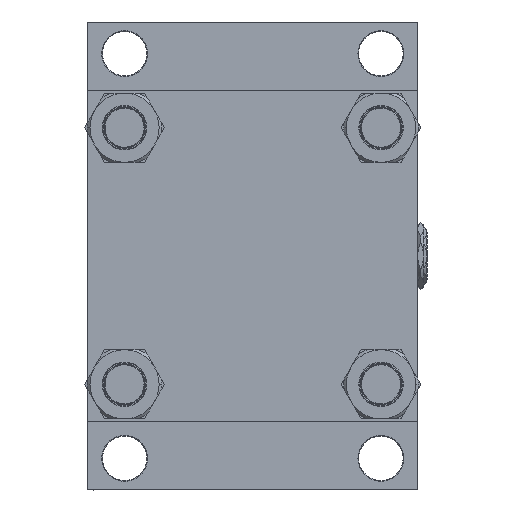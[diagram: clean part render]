
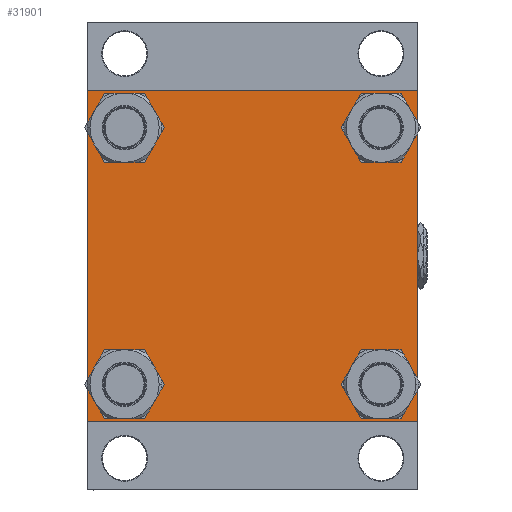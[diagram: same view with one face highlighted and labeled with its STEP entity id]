
A CAD part, left-side view. The second image highlights one B-rep face of the part: STEP entity #31901.
In plain terms, the highlighted planar face has unit normal (-1, 0, 0).
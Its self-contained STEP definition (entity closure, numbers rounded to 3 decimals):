
#369 = ORIENTED_EDGE ( 'NONE', *, *, #4138, .T. ) ;
#597 = DIRECTION ( 'NONE',  ( 0., 0., 1. ) ) ;
#1067 = PLANE ( 'NONE',  #21821 ) ;
#1533 = CARTESIAN_POINT ( 'NONE',  ( 0., 122.5, -122.5 ) ) ;
#3581 = DIRECTION ( 'NONE',  ( 1., 0., 0. ) ) ;
#3811 = ORIENTED_EDGE ( 'NONE', *, *, #37398, .T. ) ;
#3921 = EDGE_CURVE ( 'NONE', #9750, #20123, #35959, .T. ) ;
#4138 = EDGE_CURVE ( 'NONE', #9539, #41398, #41624, .T. ) ;
#4253 = EDGE_CURVE ( 'NONE', #40216, #40952, #35810, .T. ) ;
#4536 = LINE ( 'NONE', #19891, #9973 ) ;
#4666 = EDGE_LOOP ( 'NONE', ( #10845, #32060 ) ) ;
#4931 = CARTESIAN_POINT ( 'NONE',  ( 0., -95.1, -95.1 ) ) ;
#5085 = AXIS2_PLACEMENT_3D ( 'NONE', #21384, #7048, #10058 ) ;
#5295 = CARTESIAN_POINT ( 'NONE',  ( 0., -122.25, -122.25 ) ) ;
#5534 = DIRECTION ( 'NONE',  ( 0., -0.707, 0.707 ) ) ;
#6431 = EDGE_CURVE ( 'NONE', #35138, #31220, #43249, .T. ) ;
#7048 = DIRECTION ( 'NONE',  ( 1., 0., 0. ) ) ;
#7265 = EDGE_LOOP ( 'NONE', ( #49175, #17176 ) ) ;
#7328 = CARTESIAN_POINT ( 'NONE',  ( 0., 95.1, -79.6 ) ) ;
#7658 = CARTESIAN_POINT ( 'NONE',  ( 0., -95.1, -95.1 ) ) ;
#8114 = EDGE_CURVE ( 'NONE', #26717, #11027, #15985, .T. ) ;
#8388 = DIRECTION ( 'NONE',  ( 0., 0., 1. ) ) ;
#8551 = ORIENTED_EDGE ( 'NONE', *, *, #8114, .T. ) ;
#8815 = EDGE_CURVE ( 'NONE', #15266, #36938, #9155, .T. ) ;
#9025 = CARTESIAN_POINT ( 'NONE',  ( 0., -95.1, 110.6 ) ) ;
#9155 = CIRCLE ( 'NONE', #44570, 15.5 ) ;
#9539 = VERTEX_POINT ( 'NONE', #42721 ) ;
#9750 = VERTEX_POINT ( 'NONE', #16673 ) ;
#9973 = VECTOR ( 'NONE', #35780, 1000. ) ;
#10058 = DIRECTION ( 'NONE',  ( 0., 0., 1. ) ) ;
#10782 = AXIS2_PLACEMENT_3D ( 'NONE', #42393, #3581, #26751 ) ;
#10845 = ORIENTED_EDGE ( 'NONE', *, *, #30163, .T. ) ;
#11027 = VERTEX_POINT ( 'NONE', #7328 ) ;
#11712 = EDGE_CURVE ( 'NONE', #9539, #21671, #26755, .T. ) ;
#11921 = FACE_BOUND ( 'NONE', #16311, .T. ) ;
#12719 = EDGE_CURVE ( 'NONE', #45122, #21671, #15928, .T. ) ;
#13115 = VERTEX_POINT ( 'NONE', #9025 ) ;
#13130 = EDGE_CURVE ( 'NONE', #41398, #35138, #4536, .T. ) ;
#13182 = VECTOR ( 'NONE', #26515, 1000. ) ;
#13931 = ORIENTED_EDGE ( 'NONE', *, *, #11712, .F. ) ;
#15176 = DIRECTION ( 'NONE',  ( 1., 0., 0. ) ) ;
#15266 = VERTEX_POINT ( 'NONE', #43883 ) ;
#15335 = AXIS2_PLACEMENT_3D ( 'NONE', #18463, #15176, #42153 ) ;
#15412 = CARTESIAN_POINT ( 'NONE',  ( 0., 122.5, 122.5 ) ) ;
#15928 = LINE ( 'NONE', #39605, #39026 ) ;
#15985 = CIRCLE ( 'NONE', #41738, 15.5 ) ;
#16257 = DIRECTION ( 'NONE',  ( 1., 0., 0. ) ) ;
#16311 = EDGE_LOOP ( 'NONE', ( #37651, #3811 ) ) ;
#16673 = CARTESIAN_POINT ( 'NONE',  ( 0., -95.1, -79.6 ) ) ;
#17176 = ORIENTED_EDGE ( 'NONE', *, *, #17188, .T. ) ;
#17188 = EDGE_CURVE ( 'NONE', #36938, #15266, #24335, .T. ) ;
#17539 = VECTOR ( 'NONE', #48026, 1000. ) ;
#17922 = CARTESIAN_POINT ( 'NONE',  ( 0., 95.1, 79.6 ) ) ;
#18238 = VECTOR ( 'NONE', #21441, 1000. ) ;
#18463 = CARTESIAN_POINT ( 'NONE',  ( 0., -95.1, 95.1 ) ) ;
#18777 = EDGE_LOOP ( 'NONE', ( #42272, #20645, #47289, #45083, #46845, #44250, #13931, #369 ) ) ;
#18803 = CIRCLE ( 'NONE', #10782, 15.5 ) ;
#19229 = FACE_BOUND ( 'NONE', #7265, .T. ) ;
#19244 = DIRECTION ( 'NONE',  ( 0., 0., 1. ) ) ;
#19283 = CARTESIAN_POINT ( 'NONE',  ( 0., 122.5, 122. ) ) ;
#19891 = CARTESIAN_POINT ( 'NONE',  ( 0., 122.5, 122.5 ) ) ;
#20123 = VERTEX_POINT ( 'NONE', #32559 ) ;
#20645 = ORIENTED_EDGE ( 'NONE', *, *, #6431, .T. ) ;
#21384 = CARTESIAN_POINT ( 'NONE',  ( 0., 95.1, -95.1 ) ) ;
#21441 = DIRECTION ( 'NONE',  ( 0., 0.707, -0.707 ) ) ;
#21671 = VERTEX_POINT ( 'NONE', #23836 ) ;
#21821 = AXIS2_PLACEMENT_3D ( 'NONE', #43174, #42920, #8388 ) ;
#22292 = CARTESIAN_POINT ( 'NONE',  ( 0., -95.1, 79.6 ) ) ;
#22765 = CARTESIAN_POINT ( 'NONE',  ( 0., 95.1, 95.1 ) ) ;
#23086 = DIRECTION ( 'NONE',  ( 0., 0., 1. ) ) ;
#23558 = CARTESIAN_POINT ( 'NONE',  ( 0., 95.1, 95.1 ) ) ;
#23836 = CARTESIAN_POINT ( 'NONE',  ( 0., -122., 122.5 ) ) ;
#24335 = CIRCLE ( 'NONE', #30005, 15.5 ) ;
#24836 = VERTEX_POINT ( 'NONE', #22292 ) ;
#25698 = CARTESIAN_POINT ( 'NONE',  ( 0., 95.1, -95.1 ) ) ;
#25710 = ORIENTED_EDGE ( 'NONE', *, *, #39256, .T. ) ;
#26515 = DIRECTION ( 'NONE',  ( 0., -1., 0. ) ) ;
#26559 = DIRECTION ( 'NONE',  ( 1., 0., 0. ) ) ;
#26717 = VERTEX_POINT ( 'NONE', #37211 ) ;
#26751 = DIRECTION ( 'NONE',  ( 0., 0., 1. ) ) ;
#26755 = LINE ( 'NONE', #15412, #13182 ) ;
#26862 = DIRECTION ( 'NONE',  ( 1., 0., 0. ) ) ;
#27643 = CARTESIAN_POINT ( 'NONE',  ( 0., -122., -122.5 ) ) ;
#27991 = CARTESIAN_POINT ( 'NONE',  ( 0., 122.5, -122. ) ) ;
#29169 = VECTOR ( 'NONE', #31358, 1000. ) ;
#29226 = DIRECTION ( 'NONE',  ( 0., 0., 1. ) ) ;
#29979 = DIRECTION ( 'NONE',  ( 1., 0., 0. ) ) ;
#30005 = AXIS2_PLACEMENT_3D ( 'NONE', #23558, #16257, #32123 ) ;
#30024 = CARTESIAN_POINT ( 'NONE',  ( 0., 122.25, 122.25 ) ) ;
#30163 = EDGE_CURVE ( 'NONE', #13115, #24836, #48378, .T. ) ;
#30339 = VECTOR ( 'NONE', #5534, 1000. ) ;
#30352 = EDGE_CURVE ( 'NONE', #31220, #40216, #36078, .T. ) ;
#30606 = CARTESIAN_POINT ( 'NONE',  ( 0., -122.5, 122.5 ) ) ;
#30777 = AXIS2_PLACEMENT_3D ( 'NONE', #4931, #26862, #23086 ) ;
#31220 = VERTEX_POINT ( 'NONE', #38830 ) ;
#31358 = DIRECTION ( 'NONE',  ( 0., 0., -1. ) ) ;
#31901 = ADVANCED_FACE ( 'NONE', ( #46718, #11921, #46960, #19229, #39158 ), #1067, .T. ) ;
#31918 = AXIS2_PLACEMENT_3D ( 'NONE', #7658, #26559, #597 ) ;
#32060 = ORIENTED_EDGE ( 'NONE', *, *, #47904, .T. ) ;
#32123 = DIRECTION ( 'NONE',  ( 0., 0., 1. ) ) ;
#32282 = DIRECTION ( 'NONE',  ( 0., 0.707, 0.707 ) ) ;
#32559 = CARTESIAN_POINT ( 'NONE',  ( 0., -95.1, -110.6 ) ) ;
#32631 = CARTESIAN_POINT ( 'NONE',  ( 0., 122.25, -122.25 ) ) ;
#33964 = EDGE_CURVE ( 'NONE', #45122, #40952, #41946, .T. ) ;
#35138 = VERTEX_POINT ( 'NONE', #27991 ) ;
#35780 = DIRECTION ( 'NONE',  ( 0., 0., -1. ) ) ;
#35810 = LINE ( 'NONE', #5295, #30339 ) ;
#35959 = CIRCLE ( 'NONE', #31918, 15.5 ) ;
#36078 = LINE ( 'NONE', #1533, #41101 ) ;
#36482 = CIRCLE ( 'NONE', #5085, 15.5 ) ;
#36938 = VERTEX_POINT ( 'NONE', #17922 ) ;
#37211 = CARTESIAN_POINT ( 'NONE',  ( 0., 95.1, -110.6 ) ) ;
#37398 = EDGE_CURVE ( 'NONE', #20123, #9750, #42032, .T. ) ;
#37651 = ORIENTED_EDGE ( 'NONE', *, *, #3921, .T. ) ;
#38174 = DIRECTION ( 'NONE',  ( 1., 0., 0. ) ) ;
#38830 = CARTESIAN_POINT ( 'NONE',  ( 0., 122., -122.5 ) ) ;
#39026 = VECTOR ( 'NONE', #32282, 1000. ) ;
#39158 = FACE_OUTER_BOUND ( 'NONE', #18777, .T. ) ;
#39256 = EDGE_CURVE ( 'NONE', #11027, #26717, #36482, .T. ) ;
#39605 = CARTESIAN_POINT ( 'NONE',  ( 0., -122.25, 122.25 ) ) ;
#40216 = VERTEX_POINT ( 'NONE', #27643 ) ;
#40734 = CARTESIAN_POINT ( 'NONE',  ( 0., -122.5, 122. ) ) ;
#40952 = VERTEX_POINT ( 'NONE', #48362 ) ;
#41101 = VECTOR ( 'NONE', #43152, 1000. ) ;
#41398 = VERTEX_POINT ( 'NONE', #19283 ) ;
#41624 = LINE ( 'NONE', #30024, #18238 ) ;
#41738 = AXIS2_PLACEMENT_3D ( 'NONE', #25698, #29979, #29226 ) ;
#41946 = LINE ( 'NONE', #30606, #29169 ) ;
#42032 = CIRCLE ( 'NONE', #30777, 15.5 ) ;
#42153 = DIRECTION ( 'NONE',  ( 0., 0., 1. ) ) ;
#42272 = ORIENTED_EDGE ( 'NONE', *, *, #13130, .T. ) ;
#42393 = CARTESIAN_POINT ( 'NONE',  ( 0., -95.1, 95.1 ) ) ;
#42721 = CARTESIAN_POINT ( 'NONE',  ( 0., 122., 122.5 ) ) ;
#42920 = DIRECTION ( 'NONE',  ( -1., 0., 0. ) ) ;
#43152 = DIRECTION ( 'NONE',  ( 0., -1., 0. ) ) ;
#43174 = CARTESIAN_POINT ( 'NONE',  ( 0., 0., 0. ) ) ;
#43249 = LINE ( 'NONE', #32631, #17539 ) ;
#43406 = EDGE_LOOP ( 'NONE', ( #25710, #8551 ) ) ;
#43883 = CARTESIAN_POINT ( 'NONE',  ( 0., 95.1, 110.6 ) ) ;
#44250 = ORIENTED_EDGE ( 'NONE', *, *, #12719, .T. ) ;
#44570 = AXIS2_PLACEMENT_3D ( 'NONE', #22765, #38174, #19244 ) ;
#45083 = ORIENTED_EDGE ( 'NONE', *, *, #4253, .T. ) ;
#45122 = VERTEX_POINT ( 'NONE', #40734 ) ;
#46718 = FACE_BOUND ( 'NONE', #4666, .T. ) ;
#46845 = ORIENTED_EDGE ( 'NONE', *, *, #33964, .F. ) ;
#46960 = FACE_BOUND ( 'NONE', #43406, .T. ) ;
#47289 = ORIENTED_EDGE ( 'NONE', *, *, #30352, .T. ) ;
#47904 = EDGE_CURVE ( 'NONE', #24836, #13115, #18803, .T. ) ;
#48026 = DIRECTION ( 'NONE',  ( 0., -0.707, -0.707 ) ) ;
#48362 = CARTESIAN_POINT ( 'NONE',  ( 0., -122.5, -122. ) ) ;
#48378 = CIRCLE ( 'NONE', #15335, 15.5 ) ;
#49175 = ORIENTED_EDGE ( 'NONE', *, *, #8815, .T. ) ;
